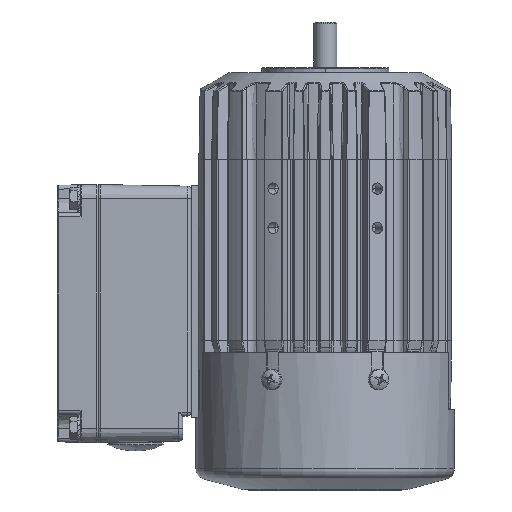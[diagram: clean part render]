
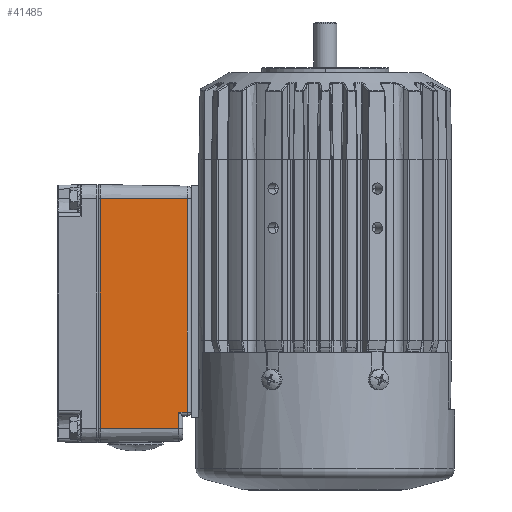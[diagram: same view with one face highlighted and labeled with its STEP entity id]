
A CAD part, front view. The second image highlights one B-rep face of the part: STEP entity #41485.
In plain terms, the highlighted face is planar.
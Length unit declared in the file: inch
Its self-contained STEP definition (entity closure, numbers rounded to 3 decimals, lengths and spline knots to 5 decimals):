
#15548 = FACE_OUTER_BOUND ( 'NONE', #34732, .T. ) ;
#23449 = VERTEX_POINT ( 'NONE', #31523 ) ;
#23451 = VERTEX_POINT ( 'NONE', #31521 ) ;
#23452 = VERTEX_POINT ( 'NONE', #31499 ) ;
#23454 = VERTEX_POINT ( 'NONE', #31528 ) ;
#23455 = VERTEX_POINT ( 'NONE', #31495 ) ;
#27489 = VERTEX_POINT ( 'NONE', #32112 ) ;
#31495 = CARTESIAN_POINT ( 'NONE',  ( -1.52877, -1.38105, 1.28839 ) ) ;
#31499 = CARTESIAN_POINT ( 'NONE',  ( -1.78, -0.03052, 1.31197 ) ) ;
#31521 = CARTESIAN_POINT ( 'NONE',  ( -1.78, -1.25105, 1.29066 ) ) ;
#31523 = CARTESIAN_POINT ( 'NONE',  ( 1.78, -1.38105, 1.28839 ) ) ;
#31528 = CARTESIAN_POINT ( 'NONE',  ( -1.53104, -1.25105, 1.29066 ) ) ;
#32112 = CARTESIAN_POINT ( 'NONE',  ( 1.78, -0.03052, 1.31197 ) ) ;
#32857 = LINE ( 'NONE', #40720, #32863 ) ;
#32859 = LINE ( 'NONE', #40713, #32861 ) ;
#32861 = VECTOR ( 'NONE', #40715, 39.37008 ) ;
#32862 = LINE ( 'NONE', #40726, #32865 ) ;
#32863 = VECTOR ( 'NONE', #40725, 39.37008 ) ;
#32864 = LINE ( 'NONE', #40728, #32867 ) ;
#32865 = VECTOR ( 'NONE', #40727, 39.37008 ) ;
#32866 = LINE ( 'NONE', #40730, #32869 ) ;
#32867 = VECTOR ( 'NONE', #40729, 39.37008 ) ;
#32868 = LINE ( 'NONE', #40732, #32871 ) ;
#32869 = VECTOR ( 'NONE', #40731, 39.37008 ) ;
#32871 = VECTOR ( 'NONE', #40733, 39.37008 ) ;
#33956 = ORIENTED_EDGE ( 'NONE', *, *, #37722, .T. ) ;
#33957 = ORIENTED_EDGE ( 'NONE', *, *, #37721, .T. ) ;
#33958 = ORIENTED_EDGE ( 'NONE', *, *, #37720, .F. ) ;
#33959 = ORIENTED_EDGE ( 'NONE', *, *, #37719, .T. ) ;
#33960 = ORIENTED_EDGE ( 'NONE', *, *, #37718, .T. ) ;
#33961 = ORIENTED_EDGE ( 'NONE', *, *, #37717, .T. ) ;
#34732 = EDGE_LOOP ( 'NONE', ( #33956, #33957, #33958, #33959, #33960, #33961 ) ) ;
#37717 = EDGE_CURVE ( 'NONE', #23455, #23449, #32859, .T. ) ;
#37718 = EDGE_CURVE ( 'NONE', #23454, #23455, #32857, .T. ) ;
#37719 = EDGE_CURVE ( 'NONE', #23451, #23454, #32862, .T. ) ;
#37720 = EDGE_CURVE ( 'NONE', #23451, #23452, #32864, .T. ) ;
#37721 = EDGE_CURVE ( 'NONE', #27489, #23452, #32866, .T. ) ;
#37722 = EDGE_CURVE ( 'NONE', #23449, #27489, #32868, .T. ) ;
#40713 = CARTESIAN_POINT ( 'NONE',  ( 1.78, -1.38105, 1.28839 ) ) ;
#40715 = DIRECTION ( 'NONE',  ( 1., 0., 0. ) ) ;
#40720 = CARTESIAN_POINT ( 'NONE',  ( -1.55294, 0.00396, 1.31257 ) ) ;
#40725 = DIRECTION ( 'NONE',  ( 0.017, -1., -0.017 ) ) ;
#40726 = CARTESIAN_POINT ( 'NONE',  ( -1.78, -1.25105, 1.29066 ) ) ;
#40727 = DIRECTION ( 'NONE',  ( 1., 0., 0. ) ) ;
#40728 = CARTESIAN_POINT ( 'NONE',  ( -1.78, 0., 1.3125 ) ) ;
#40729 = DIRECTION ( 'NONE',  ( 0., 1., 0.017 ) ) ;
#40730 = CARTESIAN_POINT ( 'NONE',  ( -1.78, -0.03052, 1.31197 ) ) ;
#40731 = DIRECTION ( 'NONE',  ( -1., 0., 0. ) ) ;
#40732 = CARTESIAN_POINT ( 'NONE',  ( 1.78, 0., 1.3125 ) ) ;
#40733 = DIRECTION ( 'NONE',  ( 0., 1., 0.017 ) ) ;
#41485 = ADVANCED_FACE ( 'NONE', ( #15548 ), #59741, .T. ) ;
#55989 = AXIS2_PLACEMENT_3D ( 'NONE', #59737, #59743, #59744 ) ;
#59737 = CARTESIAN_POINT ( 'NONE',  ( -1.78, 0., 1.3125 ) ) ;
#59741 = PLANE ( 'NONE',  #55989 ) ;
#59743 = DIRECTION ( 'NONE',  ( 0., -0.017, 1. ) ) ;
#59744 = DIRECTION ( 'NONE',  ( 0., -1., -0.017 ) ) ;
